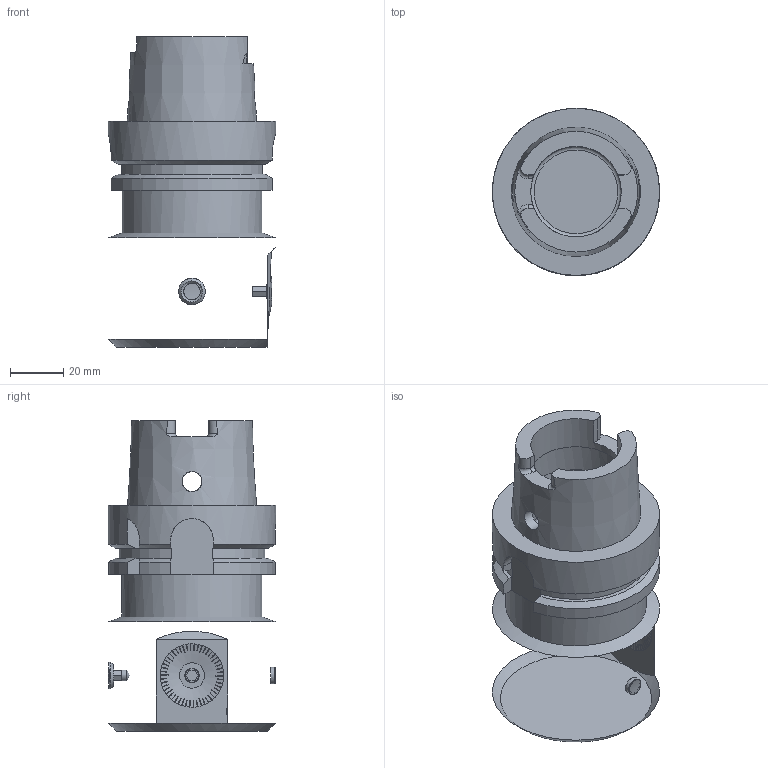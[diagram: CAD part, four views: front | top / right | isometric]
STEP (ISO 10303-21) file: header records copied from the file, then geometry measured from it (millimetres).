
FILE_DESCRIPTION(/* description */ (''),/* implementation_level */ '2;1');
FILE_NAME(/* name */ '1713247231652.stp',/* time_stamp */ '2024-04-16T08:00:38+02:00',/* author */ (''),/* organization */ ('SMS'),/* preprocessor_version */ 'ST-DEVELOPER v16.7',/* originating_system */ 'SIEMENS PLM Software NX 12.0',/* authorisation */ '');
FILE_SCHEMA (('AUTOMOTIVE_DESIGN { 1 0 10303 214 3 1 1 1 }'));
Length unit declared in the file: millimetre
Products named in the file (1): 205264073mod000_00
Bounding box: 62.97 x 63 x 116.9 mm (x, y, z)
Volume: 96760.2 mm3; surface area: 22516 mm2
Topology: 1 solids, 4 shells, 321 faces, 918 edges, 608 vertices
Faces by surface type: plane 263, cylinder 35, cone 17, torus 5, sphere 1
Full cylindrical faces by diameter (mm): 4 x1, 5 x1, 6 x1, 6.25 x1, 7.5 x2, 8 x1, 9.508 x1, 10 x1, 34.05 x2, 40.08 x1, 53 x1, 62.94 x1, 63 x2
Entity records: 10486 total; most frequent: CARTESIAN_POINT 2409, ORIENTED_EDGE 1722, DIRECTION 1553, EDGE_CURVE 861, LINE 637, VECTOR 637, VERTEX_POINT 581, AXIS2_PLACEMENT_3D 458
